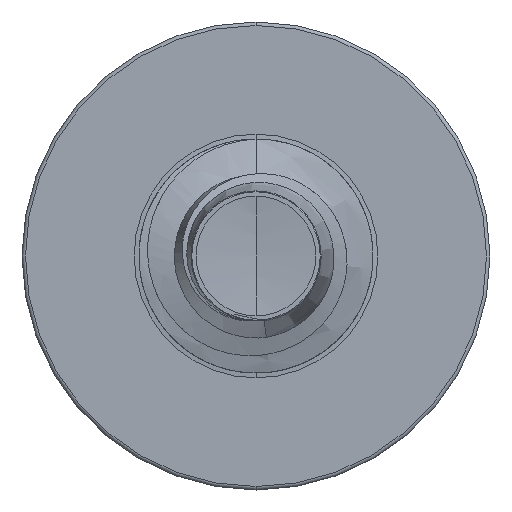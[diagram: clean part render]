
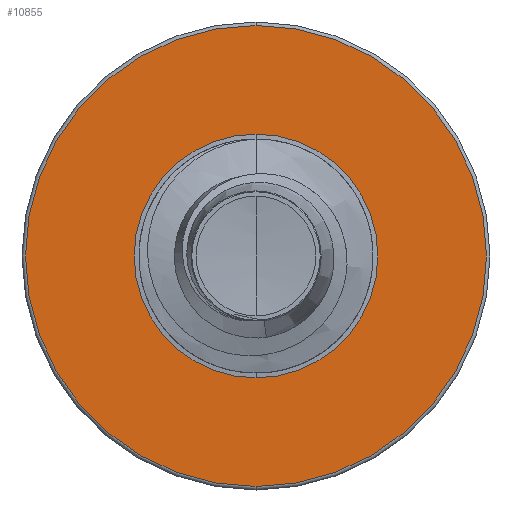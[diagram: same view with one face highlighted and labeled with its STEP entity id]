
A CAD part, front view. The second image highlights one B-rep face of the part: STEP entity #10855.
In plain terms, the highlighted planar face has unit normal (0, -1, 0).
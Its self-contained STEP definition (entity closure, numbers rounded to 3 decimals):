
#1116 = CIRCLE ( 'NONE', #3148, 1.562 ) ;
#1212 = DIRECTION ( 'NONE',  ( 0., 0., 1. ) ) ;
#1247 = DIRECTION ( 'NONE',  ( 0., 1., 0. ) ) ;
#1285 = CARTESIAN_POINT ( 'NONE',  ( 0., 11., -1.562 ) ) ;
#1304 = PLANE ( 'NONE',  #11525 ) ;
#1886 = EDGE_LOOP ( 'NONE', ( #17246, #10755 ) ) ;
#2527 = CIRCLE ( 'NONE', #18389, 2.955 ) ;
#3148 = AXIS2_PLACEMENT_3D ( 'NONE', #18488, #11403, #19244 ) ;
#4663 = CARTESIAN_POINT ( 'NONE',  ( 0., 11., -2.955 ) ) ;
#5721 = DIRECTION ( 'NONE',  ( 0., 0., 1. ) ) ;
#5725 = DIRECTION ( 'NONE',  ( 0., 1., 0. ) ) ;
#5749 = CARTESIAN_POINT ( 'NONE',  ( 0., 11., 0. ) ) ;
#5854 = VERTEX_POINT ( 'NONE', #9093 ) ;
#6158 = CIRCLE ( 'NONE', #10224, 2.955 ) ;
#6456 = FACE_BOUND ( 'NONE', #1886, .T. ) ;
#7033 = CARTESIAN_POINT ( 'NONE',  ( 0., 11., 0. ) ) ;
#7954 = DIRECTION ( 'NONE',  ( 0., 0., 1. ) ) ;
#7974 = DIRECTION ( 'NONE',  ( 0., 1., 0. ) ) ;
#8008 = CARTESIAN_POINT ( 'NONE',  ( 0., 11., 0. ) ) ;
#9002 = DIRECTION ( 'NONE',  ( 0., 0., 1. ) ) ;
#9093 = CARTESIAN_POINT ( 'NONE',  ( 0., 11., -1.562 ) ) ;
#9495 = EDGE_CURVE ( 'NONE', #13600, #12098, #6158, .T. ) ;
#10224 = AXIS2_PLACEMENT_3D ( 'NONE', #8008, #7974, #7954 ) ;
#10561 = EDGE_LOOP ( 'NONE', ( #13834, #19190 ) ) ;
#10723 = FACE_OUTER_BOUND ( 'NONE', #10561, .T. ) ;
#10755 = ORIENTED_EDGE ( 'NONE', *, *, #18093, .T. ) ;
#10855 = ADVANCED_FACE ( 'NONE', ( #10723, #6456 ), #1304, .F. ) ;
#11403 = DIRECTION ( 'NONE',  ( 0., 1., 0. ) ) ;
#11525 = AXIS2_PLACEMENT_3D ( 'NONE', #1285, #1247, #1212 ) ;
#11671 = EDGE_CURVE ( 'NONE', #12098, #13600, #2527, .T. ) ;
#12098 = VERTEX_POINT ( 'NONE', #4663 ) ;
#13600 = VERTEX_POINT ( 'NONE', #14857 ) ;
#13716 = EDGE_CURVE ( 'NONE', #15523, #5854, #14206, .T. ) ;
#13834 = ORIENTED_EDGE ( 'NONE', *, *, #9495, .F. ) ;
#14206 = CIRCLE ( 'NONE', #18847, 1.562 ) ;
#14857 = CARTESIAN_POINT ( 'NONE',  ( 0., 11., 2.955 ) ) ;
#15523 = VERTEX_POINT ( 'NONE', #16797 ) ;
#16797 = CARTESIAN_POINT ( 'NONE',  ( 0., 11., 1.562 ) ) ;
#17136 = DIRECTION ( 'NONE',  ( 0., 1., 0. ) ) ;
#17246 = ORIENTED_EDGE ( 'NONE', *, *, #13716, .T. ) ;
#18093 = EDGE_CURVE ( 'NONE', #5854, #15523, #1116, .T. ) ;
#18389 = AXIS2_PLACEMENT_3D ( 'NONE', #5749, #5725, #5721 ) ;
#18488 = CARTESIAN_POINT ( 'NONE',  ( 0., 11., 0. ) ) ;
#18847 = AXIS2_PLACEMENT_3D ( 'NONE', #7033, #17136, #9002 ) ;
#19190 = ORIENTED_EDGE ( 'NONE', *, *, #11671, .F. ) ;
#19244 = DIRECTION ( 'NONE',  ( 0., 0., 1. ) ) ;
